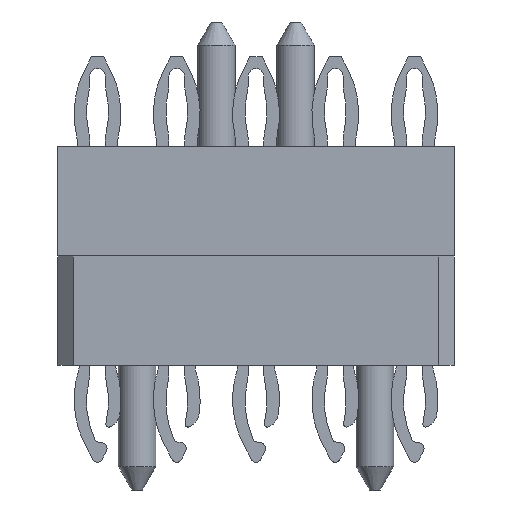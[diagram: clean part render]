
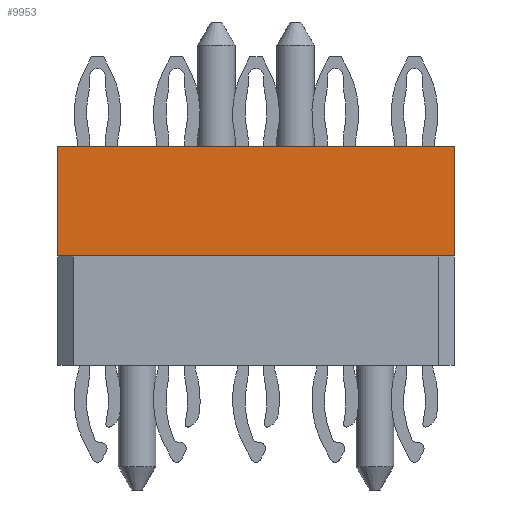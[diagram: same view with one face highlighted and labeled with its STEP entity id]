
A CAD part, front view. The second image highlights one B-rep face of the part: STEP entity #9953.
In plain terms, the highlighted planar face has unit normal (0, -1, 0).
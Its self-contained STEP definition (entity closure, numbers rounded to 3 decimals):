
#1485=FACE_OUTER_BOUND('',#2009,.T.);
#2009=EDGE_LOOP('',(#9023,#9024,#9025,#9026));
#2903=LINE('',#17127,#3777);
#2931=LINE('',#17190,#3805);
#2933=LINE('',#17193,#3807);
#2934=LINE('',#17194,#3808);
#3777=VECTOR('',#14145,1000.);
#3805=VECTOR('',#14207,1000.);
#3807=VECTOR('',#14211,1000.);
#3808=VECTOR('',#14212,1000.);
#4769=VERTEX_POINT('',#17124);
#4770=VERTEX_POINT('',#17126);
#4785=VERTEX_POINT('',#17176);
#4788=VERTEX_POINT('',#17189);
#6227=EDGE_CURVE('',#4769,#4770,#2903,.T.);
#6259=EDGE_CURVE('',#4788,#4785,#2931,.F.);
#6261=EDGE_CURVE('',#4769,#4788,#2933,.T.);
#6262=EDGE_CURVE('',#4770,#4785,#2934,.T.);
#9023=ORIENTED_EDGE('',*,*,#6261,.T.);
#9024=ORIENTED_EDGE('',*,*,#6259,.T.);
#9025=ORIENTED_EDGE('',*,*,#6262,.F.);
#9026=ORIENTED_EDGE('',*,*,#6227,.F.);
#9429=PLANE('',#11091);
#9953=ADVANCED_FACE('',(#1485),#9429,.F.);
#11091=AXIS2_PLACEMENT_3D('',#17192,#14209,#14210);
#14145=DIRECTION('',(0.,0.,-1.));
#14207=DIRECTION('',(0.,0.,1.));
#14209=DIRECTION('center_axis',(0.,1.,0.));
#14210=DIRECTION('ref_axis',(1.,0.,0.));
#14211=DIRECTION('',(-1.,0.,0.));
#14212=DIRECTION('',(-1.,0.,0.));
#17124=CARTESIAN_POINT('',(5.08,-2.,7.));
#17126=CARTESIAN_POINT('',(5.08,-2.,3.5));
#17127=CARTESIAN_POINT('',(5.08,-2.,5.5));
#17176=CARTESIAN_POINT('',(-7.62,-2.,3.5));
#17189=CARTESIAN_POINT('',(-7.62,-2.,7.));
#17190=CARTESIAN_POINT('',(-7.62,-2.,7.));
#17192=CARTESIAN_POINT('Origin',(-7.62,-2.,5.5));
#17193=CARTESIAN_POINT('',(-7.62,-2.,7.));
#17194=CARTESIAN_POINT('',(-7.62,-2.,3.5));
